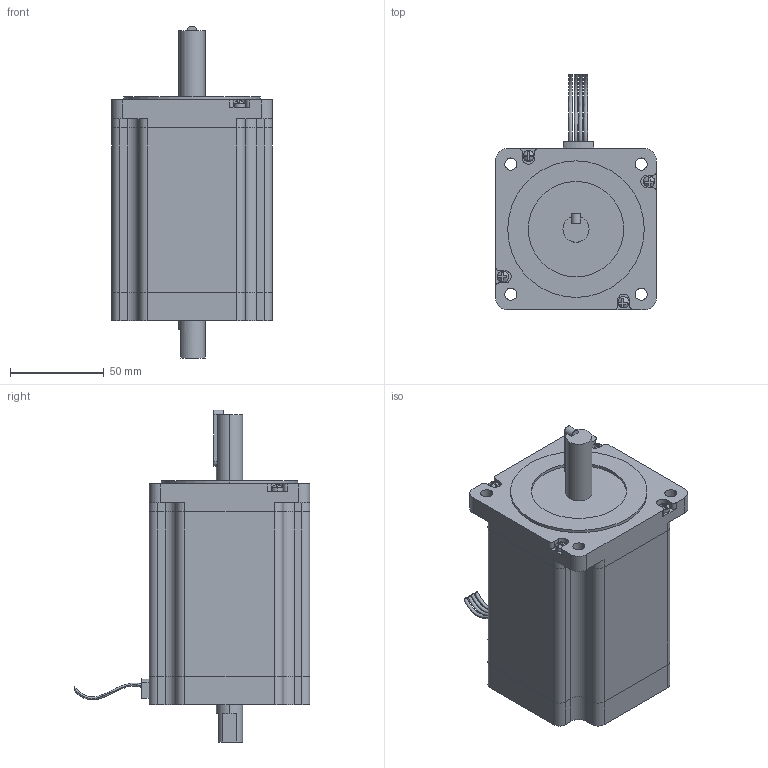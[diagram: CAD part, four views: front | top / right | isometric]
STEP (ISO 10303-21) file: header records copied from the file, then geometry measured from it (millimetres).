
FILE_DESCRIPTION (( 'STEP AP214' ), '1' );
FILE_NAME ('86HS11860B4J.STEP', '2023-06-06T03:36:28', ( 'Windows 蚚誧' ), ( 'Organization' ), 'SwSTEP 2.0', 'SolidWorks 2021', '' );
FILE_SCHEMA (( 'AUTOMOTIVE_DESIGN' ));
Length unit declared in the file: millimetre
Products named in the file (1): 86HS11860B4J
Bounding box: 86 x 126.13 x 177.5 mm (x, y, z)
Volume: 786945.3 mm3; surface area: 89553.6 mm2
Topology: 3 solids, 3 shells, 253 faces, 679 edges, 452 vertices
Faces by surface type: plane 135, cylinder 104, bspline 12, sphere 2
Entity records: 10393 total; most frequent: CARTESIAN_POINT 3686, ORIENTED_EDGE 1358, DIRECTION 1336, EDGE_CURVE 679, AXIS2_PLACEMENT_3D 476, VERTEX_POINT 452, VECTOR 384, LINE 384
